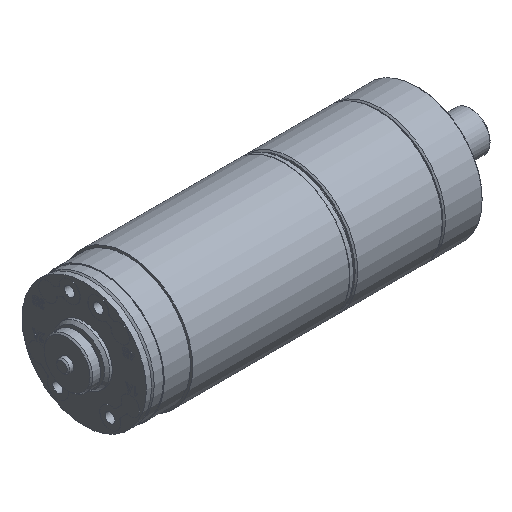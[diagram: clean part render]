
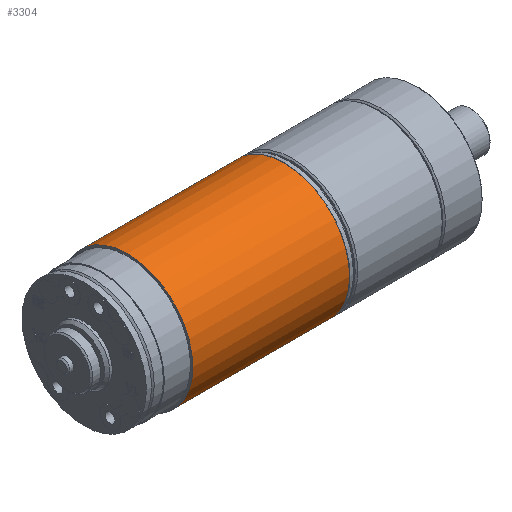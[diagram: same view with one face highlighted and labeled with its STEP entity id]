
A CAD part, isometric view. The second image highlights one B-rep face of the part: STEP entity #3304.
In plain terms, the highlighted cylindrical face has radius 5 mm (diameter 10 mm), a full revolution.
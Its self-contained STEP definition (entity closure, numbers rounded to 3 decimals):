
#760=FACE_BOUND('',#1194,.T.);
#955=FACE_OUTER_BOUND('',#1193,.T.);
#1193=EDGE_LOOP('',(#2825));
#1194=EDGE_LOOP('',(#2826));
#1341=CIRCLE('',#3550,5.);
#1342=CIRCLE('',#3552,5.);
#1635=VERTEX_POINT('',#6867);
#1636=VERTEX_POINT('',#6870);
#2046=EDGE_CURVE('',#1635,#1635,#1341,.T.);
#2047=EDGE_CURVE('',#1636,#1636,#1342,.T.);
#2825=ORIENTED_EDGE('',*,*,#2047,.F.);
#2826=ORIENTED_EDGE('',*,*,#2046,.T.);
#2936=CYLINDRICAL_SURFACE('',#3551,5.);
#3304=ADVANCED_FACE('',(#955,#760),#2936,.T.);
#3550=AXIS2_PLACEMENT_3D('',#6868,#4286,#4287);
#3551=AXIS2_PLACEMENT_3D('',#6869,#4288,#4289);
#3552=AXIS2_PLACEMENT_3D('',#6871,#4290,#4291);
#4286=DIRECTION('center_axis',(-1.,0.,0.));
#4287=DIRECTION('ref_axis',(0.,0.,1.));
#4288=DIRECTION('center_axis',(-1.,0.,0.));
#4289=DIRECTION('ref_axis',(0.,0.,1.));
#4290=DIRECTION('center_axis',(-1.,0.,0.));
#4291=DIRECTION('ref_axis',(0.,0.,1.));
#6867=CARTESIAN_POINT('',(-13.969,2.141,5.));
#6868=CARTESIAN_POINT('Origin',(-13.969,2.141,0.));
#6869=CARTESIAN_POINT('Origin',(-19.969,2.141,0.));
#6870=CARTESIAN_POINT('',(-25.969,2.141,5.));
#6871=CARTESIAN_POINT('Origin',(-25.969,2.141,0.));
